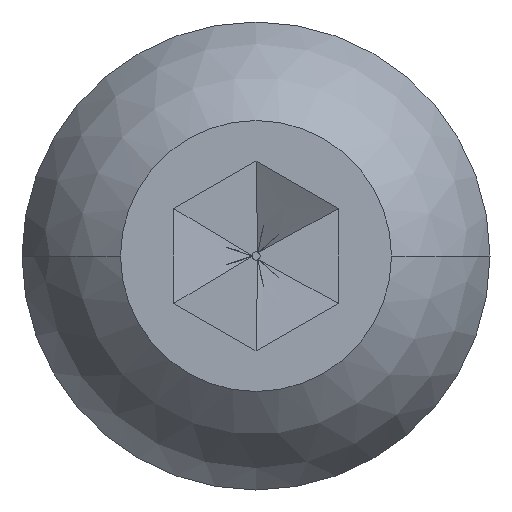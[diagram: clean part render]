
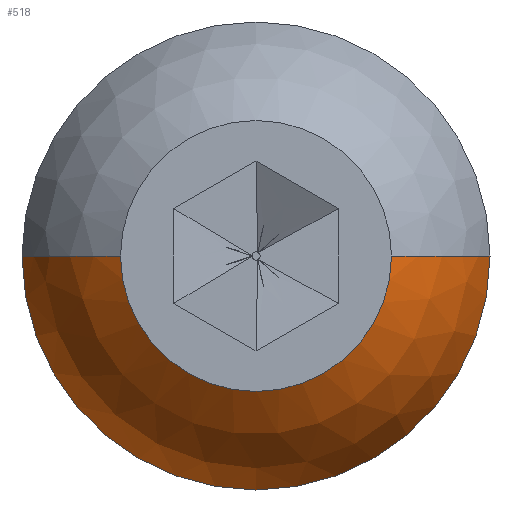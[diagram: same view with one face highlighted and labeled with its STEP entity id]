
A CAD part, left-side view. The second image highlights one B-rep face of the part: STEP entity #518.
In plain terms, the highlighted spherical face has radius 2.963 mm.
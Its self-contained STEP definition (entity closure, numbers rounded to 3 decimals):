
#2 = DIRECTION ( 'NONE',  ( 0., -1., 0. ) ) ;
#61 = VERTEX_POINT ( 'NONE', #344 ) ;
#73 = VERTEX_POINT ( 'NONE', #140 ) ;
#74 = EDGE_CURVE ( 'NONE', #152, #73, #486, .T. ) ;
#140 = CARTESIAN_POINT ( 'NONE',  ( 0., 1.65, 0. ) ) ;
#144 = EDGE_LOOP ( 'NONE', ( #148, #278, #781, #184 ) ) ;
#148 = ORIENTED_EDGE ( 'NONE', *, *, #629, .T. ) ;
#152 = VERTEX_POINT ( 'NONE', #315 ) ;
#156 = DIRECTION ( 'NONE',  ( 0., 0., -1. ) ) ;
#184 = ORIENTED_EDGE ( 'NONE', *, *, #74, .F. ) ;
#213 = FACE_OUTER_BOUND ( 'NONE', #144, .T. ) ;
#250 = DIRECTION ( 'NONE',  ( -1., 0., 0. ) ) ;
#256 = DIRECTION ( 'NONE',  ( -1., 0., 0. ) ) ;
#278 = ORIENTED_EDGE ( 'NONE', *, *, #645, .T. ) ;
#315 = CARTESIAN_POINT ( 'NONE',  ( 1.65, 2.85, 0. ) ) ;
#344 = CARTESIAN_POINT ( 'NONE',  ( 1.65, -2.85, 0. ) ) ;
#417 = DIRECTION ( 'NONE',  ( -1., 0., 0. ) ) ;
#483 = CIRCLE ( 'NONE', #549, 2.963 ) ;
#486 = CIRCLE ( 'NONE', #689, 2.963 ) ;
#498 = CIRCLE ( 'NONE', #589, 2.85 ) ;
#518 = ADVANCED_FACE ( 'NONE', ( #213 ), #785, .T. ) ;
#549 = AXIS2_PLACEMENT_3D ( 'NONE', #802, #156, #648 ) ;
#586 = EDGE_CURVE ( 'NONE', #73, #615, #903, .T. ) ;
#589 = AXIS2_PLACEMENT_3D ( 'NONE', #673, #256, #771 ) ;
#595 = AXIS2_PLACEMENT_3D ( 'NONE', #669, #250, #765 ) ;
#600 = AXIS2_PLACEMENT_3D ( 'NONE', #870, #417, #2 ) ;
#611 = CARTESIAN_POINT ( 'NONE',  ( 2.461, 0., 0. ) ) ;
#615 = VERTEX_POINT ( 'NONE', #890 ) ;
#629 = EDGE_CURVE ( 'NONE', #152, #61, #498, .T. ) ;
#645 = EDGE_CURVE ( 'NONE', #61, #615, #483, .T. ) ;
#648 = DIRECTION ( 'NONE',  ( 0., 1., 0. ) ) ;
#669 = CARTESIAN_POINT ( 'NONE',  ( 0., 0., 0. ) ) ;
#673 = CARTESIAN_POINT ( 'NONE',  ( 1.65, 0., 0. ) ) ;
#689 = AXIS2_PLACEMENT_3D ( 'NONE', #611, #694, #696 ) ;
#694 = DIRECTION ( 'NONE',  ( 0., 0., 1. ) ) ;
#696 = DIRECTION ( 'NONE',  ( 1., 0., 0. ) ) ;
#765 = DIRECTION ( 'NONE',  ( 0., 0., 1. ) ) ;
#771 = DIRECTION ( 'NONE',  ( 0., 0., 1. ) ) ;
#781 = ORIENTED_EDGE ( 'NONE', *, *, #586, .F. ) ;
#785 = SPHERICAL_SURFACE ( 'NONE', #600, 2.963 ) ;
#802 = CARTESIAN_POINT ( 'NONE',  ( 2.461, 0., 0. ) ) ;
#870 = CARTESIAN_POINT ( 'NONE',  ( 2.461, 0., 0. ) ) ;
#890 = CARTESIAN_POINT ( 'NONE',  ( 0., -1.65, 0. ) ) ;
#903 = CIRCLE ( 'NONE', #595, 1.65 ) ;
